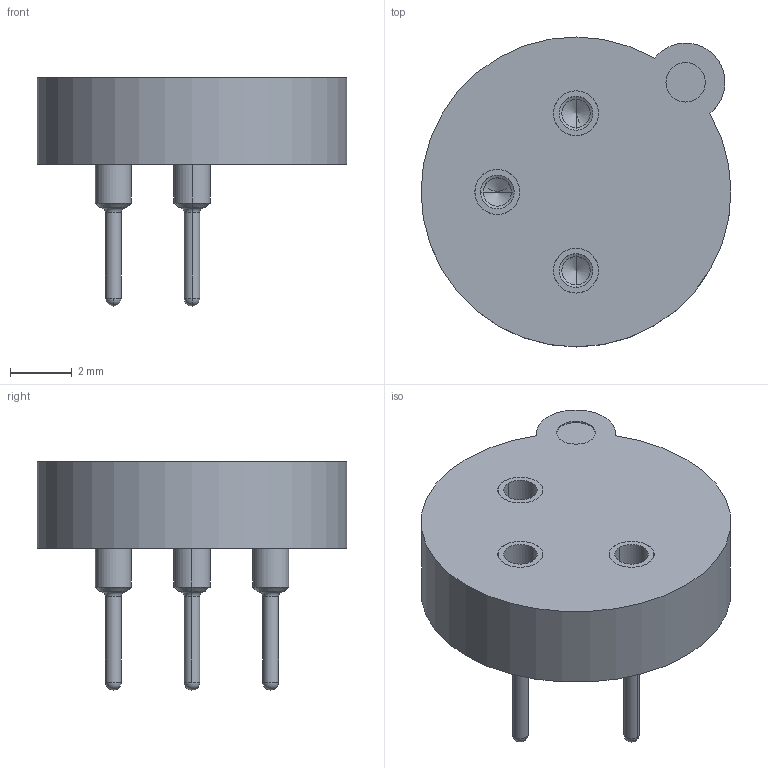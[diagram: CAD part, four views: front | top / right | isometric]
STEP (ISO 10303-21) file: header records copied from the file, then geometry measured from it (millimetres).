
FILE_DESCRIPTION((''),'2;1');
FILE_NAME('MIL-MAX_917-93-103-41-005000.stp','2013-11-07T08:58:25',(''),(''),'Mechanical Desktop 2011','Mechanical Desktop 2011',', , ');
FILE_SCHEMA(('AUTOMOTIVE_DESIGN { 1 2 10303 214 1 1 1 1 }'));
Length unit declared in the file: millimetre
Products named in the file (1): Product
Bounding box: 10.01 x 10.01 x 7.37 mm (x, y, z)
Volume: 223.4 mm3; surface area: 395 mm2
Topology: 4 solids, 4 shells, 103 faces, 220 edges, 126 vertices
Faces by surface type: cylinder 46, cone 30, plane 15, sphere 6, torus 6
Entity records: 2771 total; most frequent: DIRECTION 548, CARTESIAN_POINT 438, ORIENTED_EDGE 416, AXIS2_PLACEMENT_3D 236, EDGE_CURVE 208, CIRCLE 132, VERTEX_POINT 126, EDGE_LOOP 122
